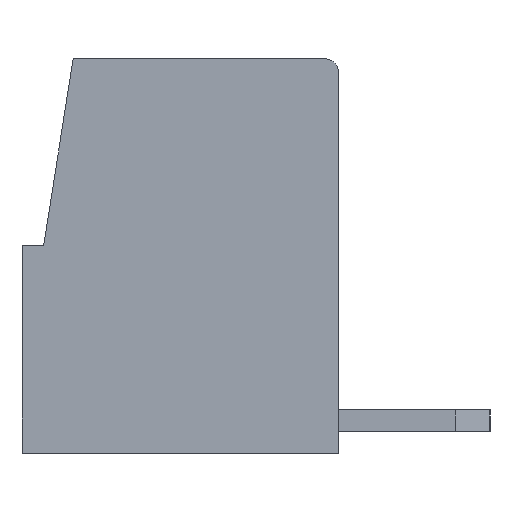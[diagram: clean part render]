
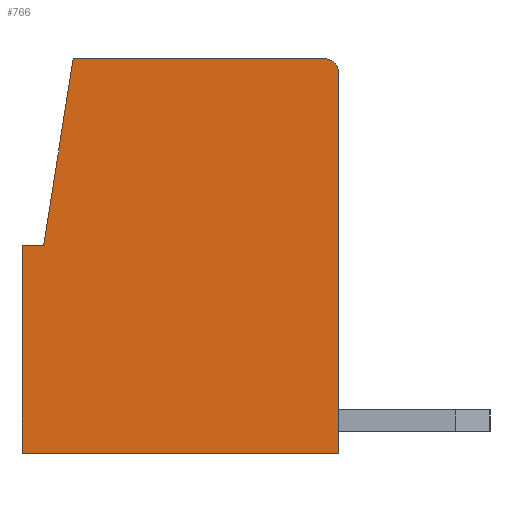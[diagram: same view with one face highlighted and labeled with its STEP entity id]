
A CAD part, left-side view. The second image highlights one B-rep face of the part: STEP entity #766.
In plain terms, the highlighted planar face has unit normal (-1, 0, 0).
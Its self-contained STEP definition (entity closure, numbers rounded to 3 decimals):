
#766 = ADVANCED_FACE( '', ( #1794 ), #1795, .T. );
#1794 = FACE_OUTER_BOUND( '', #3121, .T. );
#1795 = PLANE( '', #3122 );
#3121 = EDGE_LOOP( '', ( #5233, #5234, #5235, #5236, #5237, #5238, #5239 ) );
#3122 = AXIS2_PLACEMENT_3D( '', #5240, #5241, #5242 );
#5233 = ORIENTED_EDGE( '', *, *, #8363, .F. );
#5234 = ORIENTED_EDGE( '', *, *, #7965, .F. );
#5235 = ORIENTED_EDGE( '', *, *, #8513, .F. );
#5236 = ORIENTED_EDGE( '', *, *, #8514, .F. );
#5237 = ORIENTED_EDGE( '', *, *, #8074, .F. );
#5238 = ORIENTED_EDGE( '', *, *, #8515, .F. );
#5239 = ORIENTED_EDGE( '', *, *, #8305, .F. );
#5240 = CARTESIAN_POINT( '', ( -3.355, -9.024, 9.8 ) );
#5241 = DIRECTION( '', ( -1., 0., 0. ) );
#5242 = DIRECTION( '', ( 0., 0., 1. ) );
#7965 = EDGE_CURVE( '', #9565, #9561, #9567, .T. );
#8074 = EDGE_CURVE( '', #9756, #9752, #9758, .T. );
#8305 = EDGE_CURVE( '', #10143, #10145, #10146, .T. );
#8363 = EDGE_CURVE( '', #9561, #10143, #10232, .T. );
#8513 = EDGE_CURVE( '', #10467, #9565, #10468, .T. );
#8514 = EDGE_CURVE( '', #9752, #10467, #10469, .T. );
#8515 = EDGE_CURVE( '', #10145, #9756, #10470, .T. );
#9561 = VERTEX_POINT( '', #11840 );
#9565 = VERTEX_POINT( '', #11846 );
#9567 = LINE( '', #11849, #11850 );
#9752 = VERTEX_POINT( '', #12123 );
#9756 = VERTEX_POINT( '', #12129 );
#9758 = LINE( '', #12132, #12133 );
#10143 = VERTEX_POINT( '', #12693 );
#10145 = VERTEX_POINT( '', #12696 );
#10146 = CIRCLE( '', #12697, 0.3 );
#10232 = LINE( '', #12818, #12819 );
#10467 = VERTEX_POINT( '', #13161 );
#10468 = LINE( '', #13162, #13163 );
#10469 = LINE( '', #13164, #13165 );
#10470 = LINE( '', #13166, #13167 );
#11840 = CARTESIAN_POINT( '', ( -3.355, 1.785, 9.1 ) );
#11846 = CARTESIAN_POINT( '', ( -3.355, 2.466, 4.8 ) );
#11849 = CARTESIAN_POINT( '', ( -3.355, 3.226, 0. ) );
#11850 = VECTOR( '', #14761, 1000. );
#12123 = CARTESIAN_POINT( '', ( -3.355, 2.966, 0. ) );
#12129 = CARTESIAN_POINT( '', ( -3.355, -4.334, 0. ) );
#12132 = CARTESIAN_POINT( '', ( -3.355, 0., 0. ) );
#12133 = VECTOR( '', #14856, 1000. );
#12693 = CARTESIAN_POINT( '', ( -3.355, -4.034, 9.1 ) );
#12696 = CARTESIAN_POINT( '', ( -3.355, -4.334, 8.8 ) );
#12697 = AXIS2_PLACEMENT_3D( '', #15066, #15067, #15068 );
#12818 = CARTESIAN_POINT( '', ( -3.355, 0., 9.1 ) );
#12819 = VECTOR( '', #15131, 1000. );
#13161 = CARTESIAN_POINT( '', ( -3.355, 2.966, 4.8 ) );
#13162 = CARTESIAN_POINT( '', ( -3.355, 0., 4.8 ) );
#13163 = VECTOR( '', #15260, 1000. );
#13164 = CARTESIAN_POINT( '', ( -3.355, 2.966, 0. ) );
#13165 = VECTOR( '', #15261, 1000. );
#13166 = CARTESIAN_POINT( '', ( -3.355, -4.334, 0. ) );
#13167 = VECTOR( '', #15262, 1000. );
#14761 = DIRECTION( '', ( 0., -0.156, 0.988 ) );
#14856 = DIRECTION( '', ( 0., 1., 0. ) );
#15066 = CARTESIAN_POINT( '', ( -3.355, -4.034, 8.8 ) );
#15067 = DIRECTION( '', ( 1., 0., 0. ) );
#15068 = DIRECTION( '', ( 0., -1., 0. ) );
#15131 = DIRECTION( '', ( 0., -1., 0. ) );
#15260 = DIRECTION( '', ( 0., -1., 0. ) );
#15261 = DIRECTION( '', ( 0., 0., 1. ) );
#15262 = DIRECTION( '', ( 0., 0., -1. ) );
